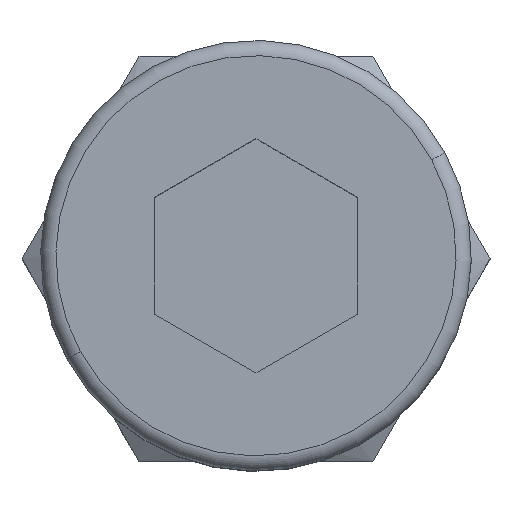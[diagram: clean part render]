
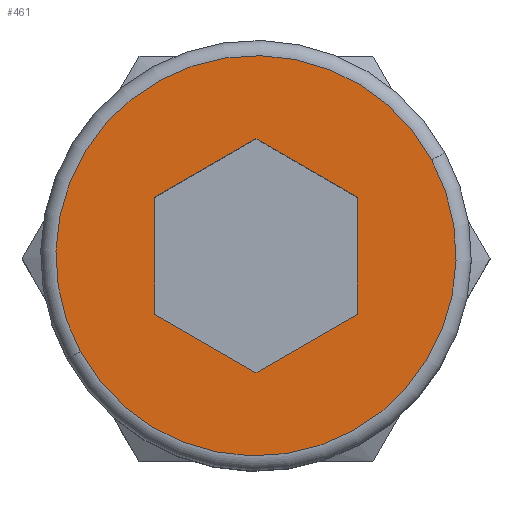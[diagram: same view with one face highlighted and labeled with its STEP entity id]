
A CAD part, top view. The second image highlights one B-rep face of the part: STEP entity #461.
In plain terms, the highlighted planar face has unit normal (0, 0, 1).
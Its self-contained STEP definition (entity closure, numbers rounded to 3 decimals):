
#349=AXIS2_PLACEMENT_3D('Circle Axis2P3D',#347,#348,$) ;
#368=AXIS2_PLACEMENT_3D('Circle Axis2P3D',#366,#367,$) ;
#405=AXIS2_PLACEMENT_3D('Plane Axis2P3D',#402,#403,#404) ;
#344=CARTESIAN_POINT('Vertex',(7.716,6.144,38.72)) ;
#347=CARTESIAN_POINT('Axis2P3D Location',(4.25,4.25,38.72)) ;
#351=CARTESIAN_POINT('Vertex',(0.784,2.356,38.72)) ;
#366=CARTESIAN_POINT('Axis2P3D Location',(4.25,4.25,38.72)) ;
#402=CARTESIAN_POINT('Axis2P3D Location',(0.3,4.25,38.72)) ;
#411=CARTESIAN_POINT('Line Origine',(3.25,2.518,38.72)) ;
#415=CARTESIAN_POINT('Vertex',(2.25,3.095,38.72)) ;
#417=CARTESIAN_POINT('Vertex',(4.25,1.941,38.72)) ;
#420=CARTESIAN_POINT('Line Origine',(2.25,4.25,38.72)) ;
#424=CARTESIAN_POINT('Vertex',(2.25,5.405,38.72)) ;
#427=CARTESIAN_POINT('Line Origine',(3.25,5.982,38.72)) ;
#431=CARTESIAN_POINT('Vertex',(4.25,6.559,38.72)) ;
#434=CARTESIAN_POINT('Line Origine',(5.25,5.982,38.72)) ;
#438=CARTESIAN_POINT('Vertex',(6.25,5.405,38.72)) ;
#441=CARTESIAN_POINT('Line Origine',(6.25,4.25,38.72)) ;
#445=CARTESIAN_POINT('Vertex',(6.25,3.095,38.72)) ;
#448=CARTESIAN_POINT('Line Origine',(5.25,2.518,38.72)) ;
#348=DIRECTION('Axis2P3D Direction',(0.,0.,1.)) ;
#367=DIRECTION('Axis2P3D Direction',(0.,0.,1.)) ;
#403=DIRECTION('Axis2P3D Direction',(0.,0.,1.)) ;
#404=DIRECTION('Axis2P3D XDirection',(1.,0.,0.)) ;
#412=DIRECTION('Vector Direction',(0.866,-0.5,0.)) ;
#421=DIRECTION('Vector Direction',(0.,-1.,0.)) ;
#428=DIRECTION('Vector Direction',(-0.866,-0.5,0.)) ;
#435=DIRECTION('Vector Direction',(-0.866,0.5,0.)) ;
#442=DIRECTION('Vector Direction',(0.,1.,0.)) ;
#449=DIRECTION('Vector Direction',(0.866,0.5,0.)) ;
#413=VECTOR('Line Direction',#412,1.) ;
#422=VECTOR('Line Direction',#421,1.) ;
#429=VECTOR('Line Direction',#428,1.) ;
#436=VECTOR('Line Direction',#435,1.) ;
#443=VECTOR('Line Direction',#442,1.) ;
#450=VECTOR('Line Direction',#449,1.) ;
#408=ORIENTED_EDGE('',*,*,#370,.T.) ;
#409=ORIENTED_EDGE('',*,*,#353,.T.) ;
#454=ORIENTED_EDGE('',*,*,#419,.F.) ;
#455=ORIENTED_EDGE('',*,*,#426,.F.) ;
#456=ORIENTED_EDGE('',*,*,#433,.F.) ;
#457=ORIENTED_EDGE('',*,*,#440,.F.) ;
#458=ORIENTED_EDGE('',*,*,#447,.F.) ;
#459=ORIENTED_EDGE('',*,*,#452,.F.) ;
#460=FACE_BOUND('',#453,.T.) ;
#461=ADVANCED_FACE('CABTITE SC M5X25 SET.1',(#410,#460),#406,.T.) ;
#350=CIRCLE('generated circle',#349,3.95) ;
#369=CIRCLE('generated circle',#368,3.95) ;
#353=EDGE_CURVE('',#352,#345,#350,.T.) ;
#370=EDGE_CURVE('',#345,#352,#369,.T.) ;
#419=EDGE_CURVE('',#416,#418,#414,.T.) ;
#426=EDGE_CURVE('',#425,#416,#423,.T.) ;
#433=EDGE_CURVE('',#432,#425,#430,.T.) ;
#440=EDGE_CURVE('',#439,#432,#437,.T.) ;
#447=EDGE_CURVE('',#446,#439,#444,.T.) ;
#452=EDGE_CURVE('',#418,#446,#451,.T.) ;
#407=EDGE_LOOP('',(#408,#409)) ;
#453=EDGE_LOOP('',(#454,#455,#456,#457,#458,#459)) ;
#410=FACE_OUTER_BOUND('',#407,.T.) ;
#414=LINE('Line',#411,#413) ;
#423=LINE('Line',#420,#422) ;
#430=LINE('Line',#427,#429) ;
#437=LINE('Line',#434,#436) ;
#444=LINE('Line',#441,#443) ;
#451=LINE('Line',#448,#450) ;
#406=PLANE('',#405) ;
#345=VERTEX_POINT('',#344) ;
#352=VERTEX_POINT('',#351) ;
#416=VERTEX_POINT('',#415) ;
#418=VERTEX_POINT('',#417) ;
#425=VERTEX_POINT('',#424) ;
#432=VERTEX_POINT('',#431) ;
#439=VERTEX_POINT('',#438) ;
#446=VERTEX_POINT('',#445) ;
